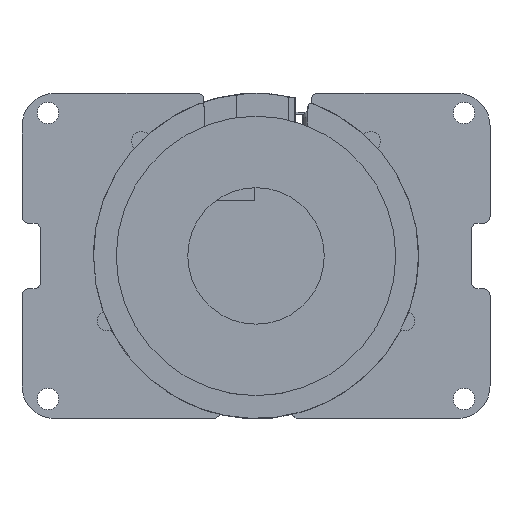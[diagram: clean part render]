
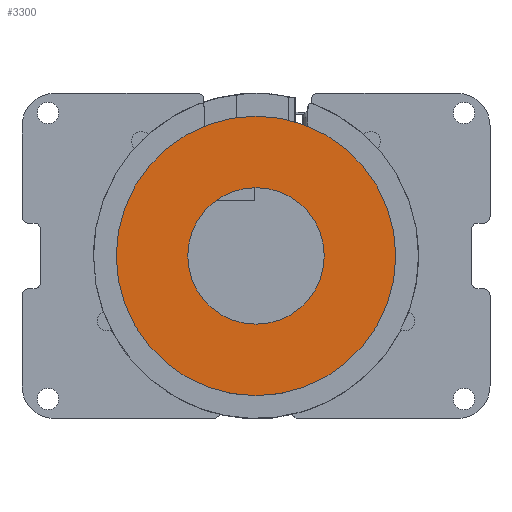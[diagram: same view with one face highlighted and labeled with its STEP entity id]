
A CAD part, top view. The second image highlights one B-rep face of the part: STEP entity #3300.
In plain terms, the highlighted planar face has unit normal (0, 0, 1).
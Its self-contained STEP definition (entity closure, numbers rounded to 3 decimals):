
#3211=CARTESIAN_POINT('',(0.,0.,
2.3));
#3212=DIRECTION('',(0.,0.,1.));
#3213=DIRECTION('',(-1.,0.,0.));
#3214=AXIS2_PLACEMENT_3D('',#3211,#3212,#3213);
#3216=CARTESIAN_POINT('',(0.,0.,
2.3));
#3217=DIRECTION('',(0.,0.,1.));
#3218=DIRECTION('',(1.,0.,0.));
#3219=AXIS2_PLACEMENT_3D('',#3216,#3217,#3218);
#3221=CARTESIAN_POINT('',(0.,0.,
2.3));
#3222=DIRECTION('',(0.,0.,-1.));
#3223=DIRECTION('',(-1.,0.,0.));
#3224=AXIS2_PLACEMENT_3D('',#3221,#3222,#3223);
#3226=CARTESIAN_POINT('',(0.,0.,
2.3));
#3227=DIRECTION('',(0.,0.,-1.));
#3228=DIRECTION('',(1.,0.,0.));
#3229=AXIS2_PLACEMENT_3D('',#3226,#3227,#3228);
#3267=CARTESIAN_POINT('',(-21.5,0.,
2.3));
#3268=CARTESIAN_POINT('',(21.5,0.,
2.3));
#3269=VERTEX_POINT('',#3267);
#3270=VERTEX_POINT('',#3268);
#3271=CARTESIAN_POINT('',(-10.5,0.,
2.3));
#3272=CARTESIAN_POINT('',(10.5,0.,
2.3));
#3273=VERTEX_POINT('',#3271);
#3274=VERTEX_POINT('',#3272);
#3283=CARTESIAN_POINT('',(0.,0.,
2.3));
#3284=DIRECTION('',(0.,0.,1.));
#3285=DIRECTION('',(-1.,0.,0.));
#3286=AXIS2_PLACEMENT_3D('',#3283,#3284,#3285);
#3287=PLANE('',#3286);
#3289=ORIENTED_EDGE('',*,*,#3288,.F.);
#3291=ORIENTED_EDGE('',*,*,#3290,.F.);
#3292=EDGE_LOOP('',(#3289,#3291));
#3293=FACE_OUTER_BOUND('',#3292,.F.);
#3295=ORIENTED_EDGE('',*,*,#3294,.F.);
#3297=ORIENTED_EDGE('',*,*,#3296,.F.);
#3298=EDGE_LOOP('',(#3295,#3297));
#3299=FACE_BOUND('',#3298,.F.);
#3215=CIRCLE('',#3214,21.5);
#3220=CIRCLE('',#3219,21.5);
#3225=CIRCLE('',#3224,10.5);
#3230=CIRCLE('',#3229,10.5);
#3288=EDGE_CURVE('',#3269,#3270,#3215,.T.);
#3290=EDGE_CURVE('',#3270,#3269,#3220,.T.);
#3294=EDGE_CURVE('',#3273,#3274,#3225,.T.);
#3296=EDGE_CURVE('',#3274,#3273,#3230,.T.);
#3300=ADVANCED_FACE('',(#3293,#3299),#3287,.T.);
